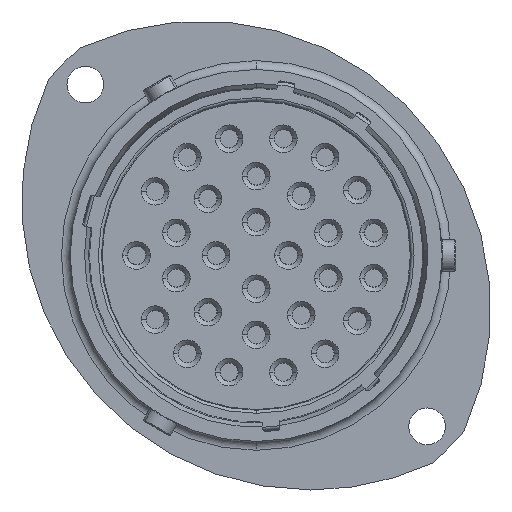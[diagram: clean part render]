
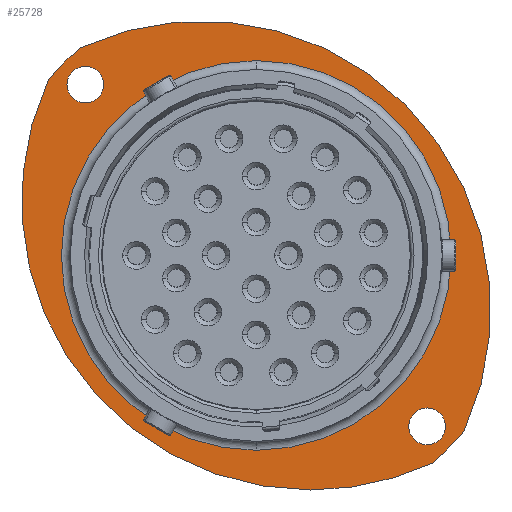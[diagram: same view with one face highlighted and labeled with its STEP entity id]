
A CAD part, left-side view. The second image highlights one B-rep face of the part: STEP entity #25728.
In plain terms, the highlighted planar face has unit normal (-1, 0, 0).
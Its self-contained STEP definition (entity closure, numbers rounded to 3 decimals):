
#794 = DIRECTION ( 'NONE',  ( 0., 0., -1. ) ) ;
#1113 = ORIENTED_EDGE ( 'NONE', *, *, #13742, .T. ) ;
#1152 = DIRECTION ( 'NONE',  ( -1., 0., 0. ) ) ;
#1991 = AXIS2_PLACEMENT_3D ( 'NONE', #23004, #45118, #794 ) ;
#3554 = CARTESIAN_POINT ( 'NONE',  ( -14.955, -16.123, -5.508 ) ) ;
#3857 = CIRCLE ( 'NONE', #37261, 1.875 ) ;
#4090 = EDGE_CURVE ( 'NONE', #37369, #16680, #47176, .T. ) ;
#4430 = CARTESIAN_POINT ( 'NONE',  ( -14.955, 5.08, 12.472 ) ) ;
#5736 = AXIS2_PLACEMENT_3D ( 'NONE', #16173, #11821, #42027 ) ;
#5840 = DIRECTION ( 'NONE',  ( 0., 0., -1. ) ) ;
#6388 = AXIS2_PLACEMENT_3D ( 'NONE', #31234, #1152, #27184 ) ;
#7439 = CARTESIAN_POINT ( 'NONE',  ( -14.955, 5.08, 12.472 ) ) ;
#7542 = CARTESIAN_POINT ( 'NONE',  ( -14.955, 22.528, 31.794 ) ) ;
#7880 = EDGE_CURVE ( 'NONE', #11123, #36988, #9484, .T. ) ;
#8962 = DIRECTION ( 'NONE',  ( -1., 0., 0. ) ) ;
#9484 = CIRCLE ( 'NONE', #1991, 29.5 ) ;
#9515 = CARTESIAN_POINT ( 'NONE',  ( -14.955, 5.08, 32.367 ) ) ;
#9797 = FACE_BOUND ( 'NONE', #43680, .T. ) ;
#10299 = CARTESIAN_POINT ( 'NONE',  ( -14.955, 23.06, 33.675 ) ) ;
#11123 = VERTEX_POINT ( 'NONE', #28767 ) ;
#11821 = DIRECTION ( 'NONE',  ( 1., 0., 0. ) ) ;
#12068 = ORIENTED_EDGE ( 'NONE', *, *, #14566, .T. ) ;
#12587 = AXIS2_PLACEMENT_3D ( 'NONE', #21421, #28950, #17354 ) ;
#13023 = CARTESIAN_POINT ( 'NONE',  ( -14.955, 22.528, 29.919 ) ) ;
#13680 = CIRCLE ( 'NONE', #14326, 19.895 ) ;
#13742 = EDGE_CURVE ( 'NONE', #42476, #19282, #17042, .T. ) ;
#14109 = VERTEX_POINT ( 'NONE', #7542 ) ;
#14326 = AXIS2_PLACEMENT_3D ( 'NONE', #46276, #41223, #24158 ) ;
#14474 = FACE_BOUND ( 'NONE', #31339, .T. ) ;
#14566 = EDGE_CURVE ( 'NONE', #46387, #11123, #26736, .T. ) ;
#14759 = DIRECTION ( 'NONE',  ( 0., 0., -1. ) ) ;
#14790 = CIRCLE ( 'NONE', #39405, 1.875 ) ;
#14850 = CARTESIAN_POINT ( 'NONE',  ( -14.955, 22.528, 28.044 ) ) ;
#15450 = DIRECTION ( 'NONE',  ( 0., 0., 1. ) ) ;
#16173 = CARTESIAN_POINT ( 'NONE',  ( -14.955, 5.08, 12.472 ) ) ;
#16680 = VERTEX_POINT ( 'NONE', #3554 ) ;
#16996 = AXIS2_PLACEMENT_3D ( 'NONE', #7439, #33367, #42039 ) ;
#17042 = CIRCLE ( 'NONE', #5736, 19.895 ) ;
#17354 = DIRECTION ( 'NONE',  ( 0., 0., -1. ) ) ;
#17939 = AXIS2_PLACEMENT_3D ( 'NONE', #19132, #22850, #45115 ) ;
#18869 = DIRECTION ( 'NONE',  ( 1., 0., 0. ) ) ;
#19038 = DIRECTION ( 'NONE',  ( 0., 0., -1. ) ) ;
#19132 = CARTESIAN_POINT ( 'NONE',  ( -14.955, 10.631, 6.921 ) ) ;
#19282 = VERTEX_POINT ( 'NONE', #26877 ) ;
#19768 = AXIS2_PLACEMENT_3D ( 'NONE', #4430, #34532, #15450 ) ;
#21421 = CARTESIAN_POINT ( 'NONE',  ( -14.955, -0.47, 18.022 ) ) ;
#21572 = ORIENTED_EDGE ( 'NONE', *, *, #47262, .F. ) ;
#22144 = CARTESIAN_POINT ( 'NONE',  ( -14.955, -12.367, -3.101 ) ) ;
#22750 = CARTESIAN_POINT ( 'NONE',  ( -14.955, 24.075, 12.472 ) ) ;
#22850 = DIRECTION ( 'NONE',  ( -1., 0., 0. ) ) ;
#23004 = CARTESIAN_POINT ( 'NONE',  ( -14.955, -0.47, 18.022 ) ) ;
#23469 = ORIENTED_EDGE ( 'NONE', *, *, #4090, .T. ) ;
#24158 = DIRECTION ( 'NONE',  ( 0., 0., -1. ) ) ;
#24999 = EDGE_CURVE ( 'NONE', #28462, #26668, #41808, .T. ) ;
#25423 = ORIENTED_EDGE ( 'NONE', *, *, #43458, .F. ) ;
#25576 = CIRCLE ( 'NONE', #17939, 29.5 ) ;
#25728 = ADVANCED_FACE ( 'NONE', ( #33559, #9797, #14474, #28339 ), #37391, .F. ) ;
#26217 = CARTESIAN_POINT ( 'NONE',  ( -14.955, -0.47, -11.478 ) ) ;
#26266 = ORIENTED_EDGE ( 'NONE', *, *, #29683, .T. ) ;
#26668 = VERTEX_POINT ( 'NONE', #22144 ) ;
#26692 = VERTEX_POINT ( 'NONE', #14850 ) ;
#26736 = CIRCLE ( 'NONE', #16996, 27.8 ) ;
#26877 = CARTESIAN_POINT ( 'NONE',  ( -14.955, 5.08, -7.423 ) ) ;
#27184 = DIRECTION ( 'NONE',  ( 0., 0., -1. ) ) ;
#27765 = EDGE_CURVE ( 'NONE', #36988, #37369, #39832, .T. ) ;
#27937 = EDGE_CURVE ( 'NONE', #14109, #26692, #36850, .T. ) ;
#28339 = FACE_OUTER_BOUND ( 'NONE', #39981, .T. ) ;
#28462 = VERTEX_POINT ( 'NONE', #32333 ) ;
#28767 = CARTESIAN_POINT ( 'NONE',  ( -14.955, 26.284, 30.451 ) ) ;
#28792 = ORIENTED_EDGE ( 'NONE', *, *, #27765, .T. ) ;
#28950 = DIRECTION ( 'NONE',  ( -1., 0., 0. ) ) ;
#29427 = CARTESIAN_POINT ( 'NONE',  ( -14.955, 22.528, 29.919 ) ) ;
#29683 = EDGE_CURVE ( 'NONE', #16680, #46387, #25576, .T. ) ;
#30961 = CARTESIAN_POINT ( 'NONE',  ( -14.955, -12.367, -4.976 ) ) ;
#31234 = CARTESIAN_POINT ( 'NONE',  ( -14.955, -12.367, -4.976 ) ) ;
#31339 = EDGE_LOOP ( 'NONE', ( #42434, #21572 ) ) ;
#32333 = CARTESIAN_POINT ( 'NONE',  ( -14.955, -12.367, -6.851 ) ) ;
#32440 = ORIENTED_EDGE ( 'NONE', *, *, #27937, .F. ) ;
#33304 = CARTESIAN_POINT ( 'NONE',  ( -14.955, -12.899, -8.732 ) ) ;
#33367 = DIRECTION ( 'NONE',  ( -1., 0., 0. ) ) ;
#33559 = FACE_BOUND ( 'NONE', #41481, .T. ) ;
#34532 = DIRECTION ( 'NONE',  ( -1., 0., 0. ) ) ;
#35613 = DIRECTION ( 'NONE',  ( -1., 0., 0. ) ) ;
#36850 = CIRCLE ( 'NONE', #46354, 1.875 ) ;
#36938 = ORIENTED_EDGE ( 'NONE', *, *, #39623, .T. ) ;
#36988 = VERTEX_POINT ( 'NONE', #26217 ) ;
#37261 = AXIS2_PLACEMENT_3D ( 'NONE', #13023, #35613, #5840 ) ;
#37308 = ORIENTED_EDGE ( 'NONE', *, *, #7880, .T. ) ;
#37369 = VERTEX_POINT ( 'NONE', #33304 ) ;
#37391 = PLANE ( 'NONE',  #37452 ) ;
#37452 = AXIS2_PLACEMENT_3D ( 'NONE', #22750, #18869, #19038 ) ;
#39405 = AXIS2_PLACEMENT_3D ( 'NONE', #30961, #8962, #42262 ) ;
#39623 = EDGE_CURVE ( 'NONE', #19282, #42476, #13680, .T. ) ;
#39832 = CIRCLE ( 'NONE', #12587, 29.5 ) ;
#39981 = EDGE_LOOP ( 'NONE', ( #37308, #28792, #23469, #26266, #12068 ) ) ;
#40256 = DIRECTION ( 'NONE',  ( -1., 0., 0. ) ) ;
#41223 = DIRECTION ( 'NONE',  ( 1., 0., 0. ) ) ;
#41481 = EDGE_LOOP ( 'NONE', ( #36938, #1113 ) ) ;
#41808 = CIRCLE ( 'NONE', #6388, 1.875 ) ;
#42027 = DIRECTION ( 'NONE',  ( 0., 0., -1. ) ) ;
#42039 = DIRECTION ( 'NONE',  ( 0., 0., 1. ) ) ;
#42262 = DIRECTION ( 'NONE',  ( 0., 0., -1. ) ) ;
#42434 = ORIENTED_EDGE ( 'NONE', *, *, #24999, .F. ) ;
#42476 = VERTEX_POINT ( 'NONE', #9515 ) ;
#43458 = EDGE_CURVE ( 'NONE', #26692, #14109, #3857, .T. ) ;
#43680 = EDGE_LOOP ( 'NONE', ( #25423, #32440 ) ) ;
#45115 = DIRECTION ( 'NONE',  ( 0., 0., -1. ) ) ;
#45118 = DIRECTION ( 'NONE',  ( -1., 0., 0. ) ) ;
#46276 = CARTESIAN_POINT ( 'NONE',  ( -14.955, 5.08, 12.472 ) ) ;
#46354 = AXIS2_PLACEMENT_3D ( 'NONE', #29427, #40256, #14759 ) ;
#46387 = VERTEX_POINT ( 'NONE', #10299 ) ;
#47176 = CIRCLE ( 'NONE', #19768, 27.8 ) ;
#47262 = EDGE_CURVE ( 'NONE', #26668, #28462, #14790, .T. ) ;
